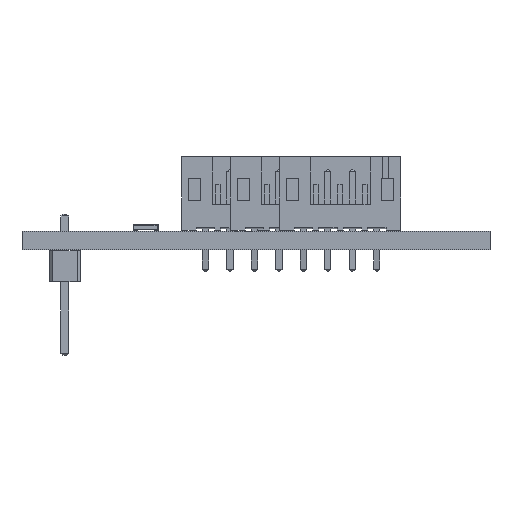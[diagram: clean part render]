
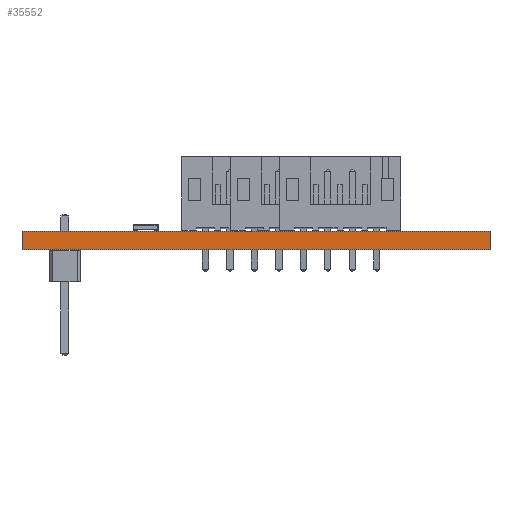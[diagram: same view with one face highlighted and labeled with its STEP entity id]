
A CAD part, front view. The second image highlights one B-rep face of the part: STEP entity #35552.
In plain terms, the highlighted planar face has unit normal (0, -1, 0).
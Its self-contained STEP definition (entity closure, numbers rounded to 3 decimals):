
#35552 = ADVANCED_FACE('',(#35553),#35587,.T.);
#35553 = FACE_BOUND('',#35554,.T.);
#35554 = EDGE_LOOP('',(#35555,#35565,#35573,#35581));
#35555 = ORIENTED_EDGE('',*,*,#35556,.T.);
#35556 = EDGE_CURVE('',#35557,#35559,#35561,.T.);
#35557 = VERTEX_POINT('',#35558);
#35558 = CARTESIAN_POINT('',(108.25,-104.,0.));
#35559 = VERTEX_POINT('',#35560);
#35560 = CARTESIAN_POINT('',(108.25,-104.,1.51));
#35561 = LINE('',#35562,#35563);
#35562 = CARTESIAN_POINT('',(108.25,-104.,0.));
#35563 = VECTOR('',#35564,1.);
#35564 = DIRECTION('',(0.,0.,1.));
#35565 = ORIENTED_EDGE('',*,*,#35566,.T.);
#35566 = EDGE_CURVE('',#35559,#35567,#35569,.T.);
#35567 = VERTEX_POINT('',#35568);
#35568 = CARTESIAN_POINT('',(70.,-104.,1.51));
#35569 = LINE('',#35570,#35571);
#35570 = CARTESIAN_POINT('',(108.25,-104.,1.51));
#35571 = VECTOR('',#35572,1.);
#35572 = DIRECTION('',(-1.,0.,0.));
#35573 = ORIENTED_EDGE('',*,*,#35574,.F.);
#35574 = EDGE_CURVE('',#35575,#35567,#35577,.T.);
#35575 = VERTEX_POINT('',#35576);
#35576 = CARTESIAN_POINT('',(70.,-104.,0.));
#35577 = LINE('',#35578,#35579);
#35578 = CARTESIAN_POINT('',(70.,-104.,0.));
#35579 = VECTOR('',#35580,1.);
#35580 = DIRECTION('',(0.,0.,1.));
#35581 = ORIENTED_EDGE('',*,*,#35582,.F.);
#35582 = EDGE_CURVE('',#35557,#35575,#35583,.T.);
#35583 = LINE('',#35584,#35585);
#35584 = CARTESIAN_POINT('',(108.25,-104.,0.));
#35585 = VECTOR('',#35586,1.);
#35586 = DIRECTION('',(-1.,0.,0.));
#35587 = PLANE('',#35588);
#35588 = AXIS2_PLACEMENT_3D('',#35589,#35590,#35591);
#35589 = CARTESIAN_POINT('',(108.25,-104.,0.));
#35590 = DIRECTION('',(0.,-1.,0.));
#35591 = DIRECTION('',(-1.,0.,0.));
